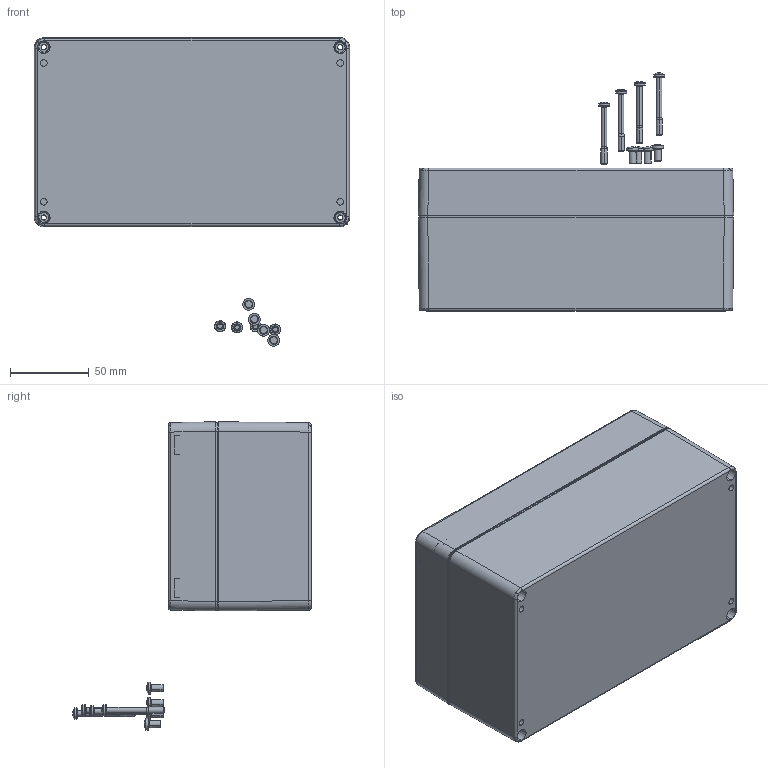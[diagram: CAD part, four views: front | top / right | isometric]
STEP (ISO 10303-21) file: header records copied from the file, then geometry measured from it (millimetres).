
FILE_DESCRIPTION(('FreeCAD Model'),'2;1');
FILE_NAME('20012090.STEP', '2026-03-24T15:30:05',('Author'),(''), 'Open CASCADE STEP processor 7.3','FreeCAD','Unknown');
FILE_SCHEMA(('AUTOMOTIVE_DESIGN { 1 0 10303 214 1 1 1 1 }'));
Length unit declared in the file: millimetre
Products named in the file (9): 20012090; 51006_Standard; 93214_WN1442_D4,5x7,011; 5200.012.0_Standard003; 31084_Standard001; 31090-Einpressbuchse_Standard003; 31084_Standard; 32842_Standard; 82002_im_Deckel_eingebaut
Assembly tree (17 placements, depth 3):
  20012090
    51006_Standard
      93214_WN1442_D4,5x7,011  x4
      5200.012.0_Standard003  x4
    31084_Standard001
      31090-Einpressbuchse_Standard003  x4
      31084_Standard
    32842_Standard
    82002_im_Deckel_eingebaut
Bounding box: 200 x 151.09 x 195.63 mm (x, y, z)
Volume: 353242.5 mm3; surface area: 233145.6 mm2
Topology: 15 solids, 15 shells, 1618 faces, 3912 edges, 2372 vertices
Faces by surface type: plane 615, cylinder 291, bspline 260, cone 236, torus 200, revolution 8, sphere 8
Entity records: 45926 total; most frequent: CARTESIAN_POINT 19370, ORIENTED_EDGE 5628, DIRECTION 5162, EDGE_CURVE 2814, AXIS2_PLACEMENT_3D 2018, VERTEX_POINT 1682, FACE_BOUND 1290, EDGE_LOOP 1290
